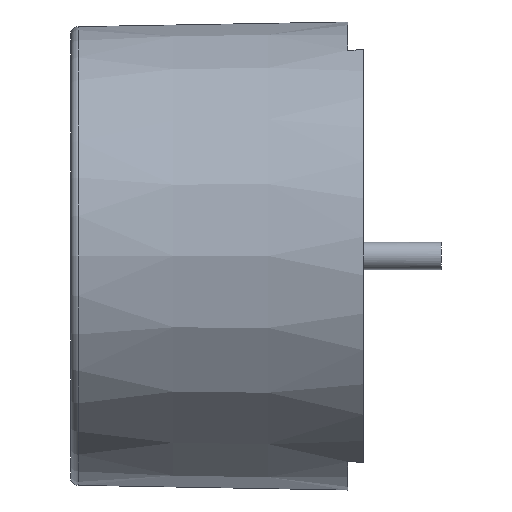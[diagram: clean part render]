
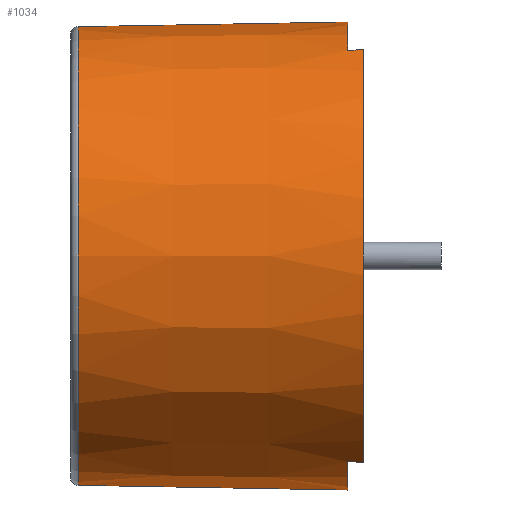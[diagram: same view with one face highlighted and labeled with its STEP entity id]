
A CAD part, left-side view. The second image highlights one B-rep face of the part: STEP entity #1034.
In plain terms, the highlighted conical face has half-angle 1 degrees and reference radius 6 mm.
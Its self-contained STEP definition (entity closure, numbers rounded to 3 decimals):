
#138 = CARTESIAN_POINT ( 'NONE',  ( -2.85, 0.4, -5.272 ) ) ;
#139 = CARTESIAN_POINT ( 'NONE',  ( 0., 0.4, -5.993 ) ) ;
#140 = DIRECTION ( 'NONE',  ( 0., 0., 1. ) ) ;
#141 = DIRECTION ( 'NONE',  ( 0., 1., 0. ) ) ;
#142 = CARTESIAN_POINT ( 'NONE',  ( 0., 0., 0. ) ) ;
#143 = AXIS2_PLACEMENT_3D ( 'NONE', #142, #141, #140 ) ;
#144 = CIRCLE ( 'NONE', #143, 6. ) ;
#145 = CARTESIAN_POINT ( 'NONE',  ( -2.85, 0., 5.28 ) ) ;
#146 = DIRECTION ( 'NONE',  ( 0., -1., -0.017 ) ) ;
#147 = VECTOR ( 'NONE', #146, 1000. ) ;
#148 = CARTESIAN_POINT ( 'NONE',  ( 0., 0., -6. ) ) ;
#149 = CARTESIAN_POINT ( 'NONE',  ( -2.85, 0.4, -5.272 ) ) ;
#150 = CARTESIAN_POINT ( 'NONE',  ( -2.411, 0.401, -5.509 ) ) ;
#151 = CARTESIAN_POINT ( 'NONE',  ( -1.951, 0.4, -5.688 ) ) ;
#152 = CARTESIAN_POINT ( 'NONE',  ( -1.231, 0.4, -5.871 ) ) ;
#153 = CARTESIAN_POINT ( 'NONE',  ( -0.984, 0.4, -5.917 ) ) ;
#154 = CARTESIAN_POINT ( 'NONE',  ( -0.492, 0.4, -5.978 ) ) ;
#155 = CARTESIAN_POINT ( 'NONE',  ( -0.246, 0.4, -5.993 ) ) ;
#156 = DIRECTION ( 'NONE',  ( 0., -1., 0.017 ) ) ;
#157 = VECTOR ( 'NONE', #156, 1000. ) ;
#158 = CARTESIAN_POINT ( 'NONE',  ( 0., 0., 6. ) ) ;
#159 = LINE ( 'NONE', #158, #157 ) ;
#171 = CARTESIAN_POINT ( 'NONE',  ( -2.85, 0.4, -5.272 ) ) ;
#172 = CARTESIAN_POINT ( 'NONE',  ( -2.85, 0.334, -5.273 ) ) ;
#173 = CARTESIAN_POINT ( 'NONE',  ( -2.85, 0.267, -5.275 ) ) ;
#174 = CARTESIAN_POINT ( 'NONE',  ( -2.85, 0.2, -5.276 ) ) ;
#175 = CARTESIAN_POINT ( 'NONE',  ( -2.85, 0.134, -5.277 ) ) ;
#176 = CARTESIAN_POINT ( 'NONE',  ( -2.85, 0.067, -5.279 ) ) ;
#177 = CARTESIAN_POINT ( 'NONE',  ( -2.85, 0., -5.28 ) ) ;
#178 = CARTESIAN_POINT ( 'NONE',  ( -2.85, 0., -5.28 ) ) ;
#179 = B_SPLINE_CURVE_WITH_KNOTS ( 'NONE', 3,
 ( #177, #176, #175, #174, #173, #172, #171 ),
 .UNSPECIFIED., .F., .F.,
 ( 4, 3, 4 ),
 ( 0.002, 0.002, 0.003 ),
 .UNSPECIFIED. ) ;
#180 = CIRCLE ( 'NONE', #226, 5.873 ) ;
#191 = DIRECTION ( 'NONE',  ( 0., 0., 1. ) ) ;
#192 = DIRECTION ( 'NONE',  ( 0., -1., 0. ) ) ;
#193 = AXIS2_PLACEMENT_3D ( 'NONE', #216, #192, #191 ) ;
#196 = CARTESIAN_POINT ( 'NONE',  ( -2.85, 0.4, 5.272 ) ) ;
#197 = B_SPLINE_CURVE_WITH_KNOTS ( 'NONE', 3,
 ( #196, #212, #211, #210, #209, #208, #207, #206 ),
 .UNSPECIFIED., .F., .F.,
 ( 4, 2, 2, 4 ),
 ( 0., 0.001, 0.002, 0.003 ),
 .UNSPECIFIED. ) ;
#198 = CARTESIAN_POINT ( 'NONE',  ( 0., 0.4, 5.993 ) ) ;
#199 = CARTESIAN_POINT ( 'NONE',  ( -2.85, 0., 5.28 ) ) ;
#200 = CARTESIAN_POINT ( 'NONE',  ( -2.85, 0.4, 5.272 ) ) ;
#202 = B_SPLINE_CURVE_WITH_KNOTS ( 'NONE', 3,
 ( #263, #262, #261, #260, #259, #258, #199 ),
 .UNSPECIFIED., .F., .F.,
 ( 4, 3, 4 ),
 ( 0.002, 0.002, 0.003 ),
 .UNSPECIFIED. ) ;
#203 = CARTESIAN_POINT ( 'NONE',  ( 0., 0.4, -5.993 ) ) ;
#204 = LINE ( 'NONE', #148, #147 ) ;
#205 = B_SPLINE_CURVE_WITH_KNOTS ( 'NONE', 3,
 ( #203, #155, #154, #153, #152, #151, #150, #149 ),
 .UNSPECIFIED., .F., .F.,
 ( 4, 2, 2, 4 ),
 ( 0.003, 0.004, 0.004, 0.006 ),
 .UNSPECIFIED. ) ;
#206 = CARTESIAN_POINT ( 'NONE',  ( 0., 0.4, 5.993 ) ) ;
#207 = CARTESIAN_POINT ( 'NONE',  ( -0.249, 0.4, 5.993 ) ) ;
#208 = CARTESIAN_POINT ( 'NONE',  ( -0.497, 0.4, 5.978 ) ) ;
#209 = CARTESIAN_POINT ( 'NONE',  ( -0.991, 0.4, 5.916 ) ) ;
#210 = CARTESIAN_POINT ( 'NONE',  ( -1.236, 0.4, 5.869 ) ) ;
#211 = CARTESIAN_POINT ( 'NONE',  ( -1.953, 0.4, 5.687 ) ) ;
#212 = CARTESIAN_POINT ( 'NONE',  ( -2.411, 0.401, 5.509 ) ) ;
#216 = CARTESIAN_POINT ( 'NONE',  ( 0., 0., 0. ) ) ;
#217 = CONICAL_SURFACE ( 'NONE', #193, 6., 0.017 ) ;
#218 = FACE_OUTER_BOUND ( 'NONE', #1035, .T. ) ;
#223 = DIRECTION ( 'NONE',  ( 0., 0., -1. ) ) ;
#224 = DIRECTION ( 'NONE',  ( 0., -1., 0. ) ) ;
#225 = CARTESIAN_POINT ( 'NONE',  ( 0., 7.303, 0. ) ) ;
#226 = AXIS2_PLACEMENT_3D ( 'NONE', #225, #224, #223 ) ;
#258 = CARTESIAN_POINT ( 'NONE',  ( -2.85, 0.067, 5.279 ) ) ;
#259 = CARTESIAN_POINT ( 'NONE',  ( -2.85, 0.134, 5.277 ) ) ;
#260 = CARTESIAN_POINT ( 'NONE',  ( -2.85, 0.2, 5.276 ) ) ;
#261 = CARTESIAN_POINT ( 'NONE',  ( -2.85, 0.267, 5.275 ) ) ;
#262 = CARTESIAN_POINT ( 'NONE',  ( -2.85, 0.334, 5.273 ) ) ;
#263 = CARTESIAN_POINT ( 'NONE',  ( -2.85, 0.4, 5.272 ) ) ;
#417 = CARTESIAN_POINT ( 'NONE',  ( 0., 7.303, 5.873 ) ) ;
#418 = CARTESIAN_POINT ( 'NONE',  ( 0., 7.303, -5.873 ) ) ;
#1009 = ORIENTED_EDGE ( 'NONE', *, *, #1016, .T. ) ;
#1010 = VERTEX_POINT ( 'NONE', #200 ) ;
#1011 = ORIENTED_EDGE ( 'NONE', *, *, #1012, .F. ) ;
#1012 = EDGE_CURVE ( 'NONE', #1129, #1017, #159, .T. ) ;
#1015 = EDGE_CURVE ( 'NONE', #1010, #1025, #202, .T. ) ;
#1016 = EDGE_CURVE ( 'NONE', #1010, #1017, #197, .T. ) ;
#1017 = VERTEX_POINT ( 'NONE', #198 ) ;
#1019 = ORIENTED_EDGE ( 'NONE', *, *, #1022, .T. ) ;
#1020 = ORIENTED_EDGE ( 'NONE', *, *, #1021, .T. ) ;
#1021 = EDGE_CURVE ( 'NONE', #1026, #1027, #205, .T. ) ;
#1022 = EDGE_CURVE ( 'NONE', #1128, #1026, #204, .T. ) ;
#1023 = ORIENTED_EDGE ( 'NONE', *, *, #1024, .T. ) ;
#1024 = EDGE_CURVE ( 'NONE', #1030, #1025, #144, .T. ) ;
#1025 = VERTEX_POINT ( 'NONE', #145 ) ;
#1026 = VERTEX_POINT ( 'NONE', #139 ) ;
#1027 = VERTEX_POINT ( 'NONE', #138 ) ;
#1028 = ORIENTED_EDGE ( 'NONE', *, *, #1029, .F. ) ;
#1029 = EDGE_CURVE ( 'NONE', #1030, #1027, #179, .T. ) ;
#1030 = VERTEX_POINT ( 'NONE', #178 ) ;
#1031 = EDGE_CURVE ( 'NONE', #1129, #1128, #180, .T. ) ;
#1032 = ORIENTED_EDGE ( 'NONE', *, *, #1031, .T. ) ;
#1034 = ADVANCED_FACE ( 'NONE', ( #218 ), #217, .T. ) ;
#1035 = EDGE_LOOP ( 'NONE', ( #1032, #1019, #1020, #1028, #1023, #1036, #1009, #1011 ) ) ;
#1036 = ORIENTED_EDGE ( 'NONE', *, *, #1015, .F. ) ;
#1128 = VERTEX_POINT ( 'NONE', #418 ) ;
#1129 = VERTEX_POINT ( 'NONE', #417 ) ;
